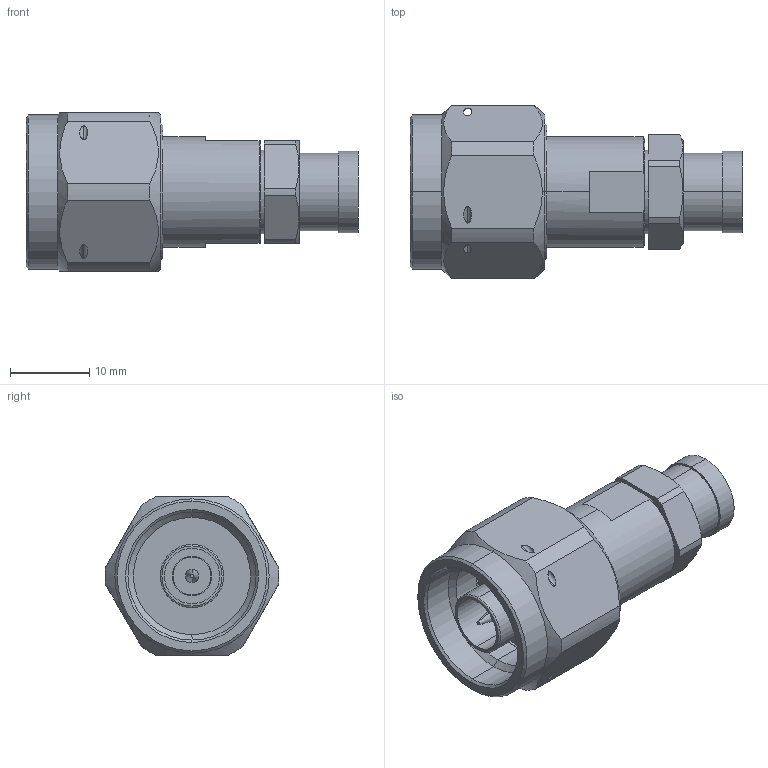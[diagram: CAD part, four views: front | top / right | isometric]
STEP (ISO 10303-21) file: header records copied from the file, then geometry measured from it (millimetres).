
FILE_DESCRIPTION (( 'STEP AP203' ), '1' );
FILE_NAME ('3190-3056.STEP', '2022-06-17T01:35:23', ( '001' ), ( '' ), 'SwSTEP 2.0', 'SolidWorks 2020', '' );
FILE_SCHEMA (( 'CONFIG_CONTROL_DESIGN' ));
Length unit declared in the file: millimetre
Products named in the file (1): 3190-3056
Bounding box: 41.96 x 21.99 x 20 mm (x, y, z)
Volume: 6440.1 mm3; surface area: 5081.8 mm2
Topology: 1 solids, 1 shells, 128 faces, 290 edges, 184 vertices
Faces by surface type: cylinder 60, plane 38, cone 28, torus 2
Entity records: 3847 total; most frequent: CARTESIAN_POINT 851, DIRECTION 644, ORIENTED_EDGE 580, EDGE_CURVE 290, AXIS2_PLACEMENT_3D 269, VERTEX_POINT 184, EDGE_LOOP 154, CIRCLE 140
